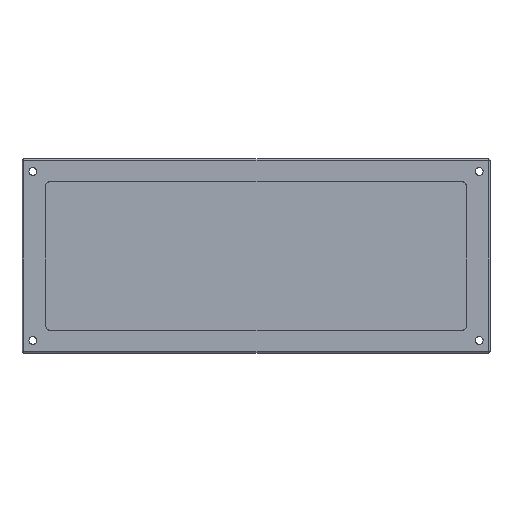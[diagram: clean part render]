
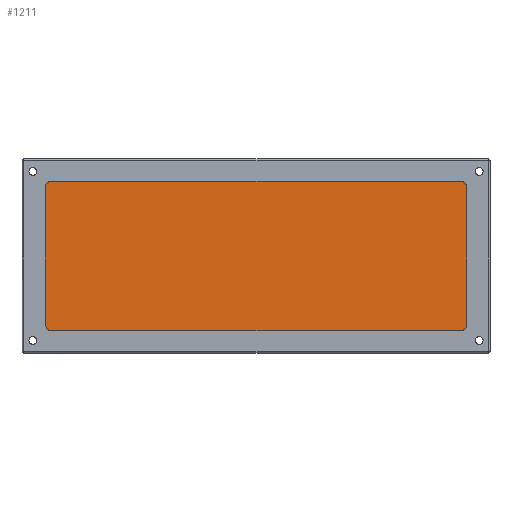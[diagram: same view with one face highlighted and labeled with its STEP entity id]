
A CAD part, top view. The second image highlights one B-rep face of the part: STEP entity #1211.
In plain terms, the highlighted free-form (B-spline) face has degree [1, 1] with [2, 2] control points.
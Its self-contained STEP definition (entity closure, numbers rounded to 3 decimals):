
#1029 = VERTEX_POINT('',#1030);
#1030 = CARTESIAN_POINT('',(168.27,61.06,
    0.142));
#1035 = EDGE_CURVE('',#1036,#1029,#1038,.T.);
#1036 = VERTEX_POINT('',#1037);
#1037 = CARTESIAN_POINT('',(172.53,56.8,
    0.142));
#1038 = ( BOUNDED_CURVE() B_SPLINE_CURVE(2,(#1039,#1040,#1041),
.UNSPECIFIED.,.F.,.F.) B_SPLINE_CURVE_WITH_KNOTS((3,3),(3.142,
4.712),.PIECEWISE_BEZIER_KNOTS.) CURVE() 
GEOMETRIC_REPRESENTATION_ITEM() RATIONAL_B_SPLINE_CURVE((1.,
0.707,1.)) REPRESENTATION_ITEM('') );
#1039 = CARTESIAN_POINT('',(172.53,56.8,
    0.142));
#1040 = CARTESIAN_POINT('',(172.53,61.06,
    0.142));
#1041 = CARTESIAN_POINT('',(168.27,61.06,
    0.142));
#1060 = VERTEX_POINT('',#1061);
#1061 = CARTESIAN_POINT('',(-168.27,61.06,
    0.142));
#1066 = EDGE_CURVE('',#1029,#1060,#1067,.T.);
#1067 = B_SPLINE_CURVE_WITH_KNOTS('',1,(#1068,#1069),.UNSPECIFIED.,.F.,
  .F.,(2,2),(0.,237.),.PIECEWISE_BEZIER_KNOTS.);
#1068 = CARTESIAN_POINT('',(168.27,61.06,
    0.142));
#1069 = CARTESIAN_POINT('',(-168.27,61.06,
    0.142));
#1082 = VERTEX_POINT('',#1083);
#1083 = CARTESIAN_POINT('',(-172.53,56.8,
    0.142));
#1088 = EDGE_CURVE('',#1060,#1082,#1089,.T.);
#1089 = ( BOUNDED_CURVE() B_SPLINE_CURVE(2,(#1090,#1091,#1092),
.UNSPECIFIED.,.F.,.F.) B_SPLINE_CURVE_WITH_KNOTS((3,3),(1.571,
3.142),.PIECEWISE_BEZIER_KNOTS.) CURVE() 
GEOMETRIC_REPRESENTATION_ITEM() RATIONAL_B_SPLINE_CURVE((1.,
0.707,1.)) REPRESENTATION_ITEM('') );
#1090 = CARTESIAN_POINT('',(-168.27,61.06,
    0.142));
#1091 = CARTESIAN_POINT('',(-172.53,61.06,
    0.142));
#1092 = CARTESIAN_POINT('',(-172.53,56.8,
    0.142));
#1107 = VERTEX_POINT('',#1108);
#1108 = CARTESIAN_POINT('',(-172.53,-56.8,
    0.142));
#1113 = EDGE_CURVE('',#1082,#1107,#1114,.T.);
#1114 = B_SPLINE_CURVE_WITH_KNOTS('',1,(#1115,#1116),.UNSPECIFIED.,.F.,
  .F.,(2,2),(0.,80.),.PIECEWISE_BEZIER_KNOTS.);
#1115 = CARTESIAN_POINT('',(-172.53,56.8,
    0.142));
#1116 = CARTESIAN_POINT('',(-172.53,-56.8,
    0.142));
#1129 = VERTEX_POINT('',#1130);
#1130 = CARTESIAN_POINT('',(-168.27,-61.06,
    0.142));
#1135 = EDGE_CURVE('',#1107,#1129,#1136,.T.);
#1136 = ( BOUNDED_CURVE() B_SPLINE_CURVE(2,(#1137,#1138,#1139),
.UNSPECIFIED.,.F.,.F.) B_SPLINE_CURVE_WITH_KNOTS((3,3),(3.142,
4.712),.PIECEWISE_BEZIER_KNOTS.) CURVE() 
GEOMETRIC_REPRESENTATION_ITEM() RATIONAL_B_SPLINE_CURVE((1.,
0.707,1.)) REPRESENTATION_ITEM('') );
#1137 = CARTESIAN_POINT('',(-172.53,-56.8,
    0.142));
#1138 = CARTESIAN_POINT('',(-172.53,-61.06,
    0.142));
#1139 = CARTESIAN_POINT('',(-168.27,-61.06,
    0.142));
#1154 = VERTEX_POINT('',#1155);
#1155 = CARTESIAN_POINT('',(168.27,-61.06,
    0.142));
#1160 = EDGE_CURVE('',#1129,#1154,#1161,.T.);
#1161 = B_SPLINE_CURVE_WITH_KNOTS('',1,(#1162,#1163),.UNSPECIFIED.,.F.,
  .F.,(2,2),(0.,237.),.PIECEWISE_BEZIER_KNOTS.);
#1162 = CARTESIAN_POINT('',(-168.27,-61.06,
    0.142));
#1163 = CARTESIAN_POINT('',(168.27,-61.06,
    0.142));
#1176 = VERTEX_POINT('',#1177);
#1177 = CARTESIAN_POINT('',(172.53,-56.8,
    0.142));
#1182 = EDGE_CURVE('',#1154,#1176,#1183,.T.);
#1183 = ( BOUNDED_CURVE() B_SPLINE_CURVE(2,(#1184,#1185,#1186),
.UNSPECIFIED.,.F.,.F.) B_SPLINE_CURVE_WITH_KNOTS((3,3),(1.571,
3.142),.PIECEWISE_BEZIER_KNOTS.) CURVE() 
GEOMETRIC_REPRESENTATION_ITEM() RATIONAL_B_SPLINE_CURVE((1.,
0.707,1.)) REPRESENTATION_ITEM('') );
#1184 = CARTESIAN_POINT('',(168.27,-61.06,
    0.142));
#1185 = CARTESIAN_POINT('',(172.53,-61.06,
    0.142));
#1186 = CARTESIAN_POINT('',(172.53,-56.8,
    0.142));
#1201 = EDGE_CURVE('',#1176,#1036,#1202,.T.);
#1202 = B_SPLINE_CURVE_WITH_KNOTS('',1,(#1203,#1204),.UNSPECIFIED.,.F.,
  .F.,(2,2),(0.,80.),.PIECEWISE_BEZIER_KNOTS.);
#1203 = CARTESIAN_POINT('',(172.53,-56.8,
    0.142));
#1204 = CARTESIAN_POINT('',(172.53,56.8,
    0.142));
#1211 = ADVANCED_FACE('',(#1212),#1222,.T.);
#1212 = FACE_BOUND('',#1213,.T.);
#1213 = EDGE_LOOP('',(#1214,#1215,#1216,#1217,#1218,#1219,#1220,#1221));
#1214 = ORIENTED_EDGE('',*,*,#1035,.T.);
#1215 = ORIENTED_EDGE('',*,*,#1066,.T.);
#1216 = ORIENTED_EDGE('',*,*,#1088,.T.);
#1217 = ORIENTED_EDGE('',*,*,#1113,.T.);
#1218 = ORIENTED_EDGE('',*,*,#1135,.T.);
#1219 = ORIENTED_EDGE('',*,*,#1160,.T.);
#1220 = ORIENTED_EDGE('',*,*,#1182,.T.);
#1221 = ORIENTED_EDGE('',*,*,#1201,.T.);
#1222 = B_SPLINE_SURFACE_WITH_KNOTS('',1,1,(
    (#1223,#1224)
    ,(#1225,#1226
    )),.UNSPECIFIED.,.F.,.F.,.F.,(2,2),(2,2),(-240.,3.),(-83.,3.),
  .PIECEWISE_BEZIER_KNOTS.);
#1223 = CARTESIAN_POINT('',(-172.53,-61.06,
    0.142));
#1224 = CARTESIAN_POINT('',(-172.53,61.06,
    0.142));
#1225 = CARTESIAN_POINT('',(172.53,-61.06,
    0.142));
#1226 = CARTESIAN_POINT('',(172.53,61.06,
    0.142));
